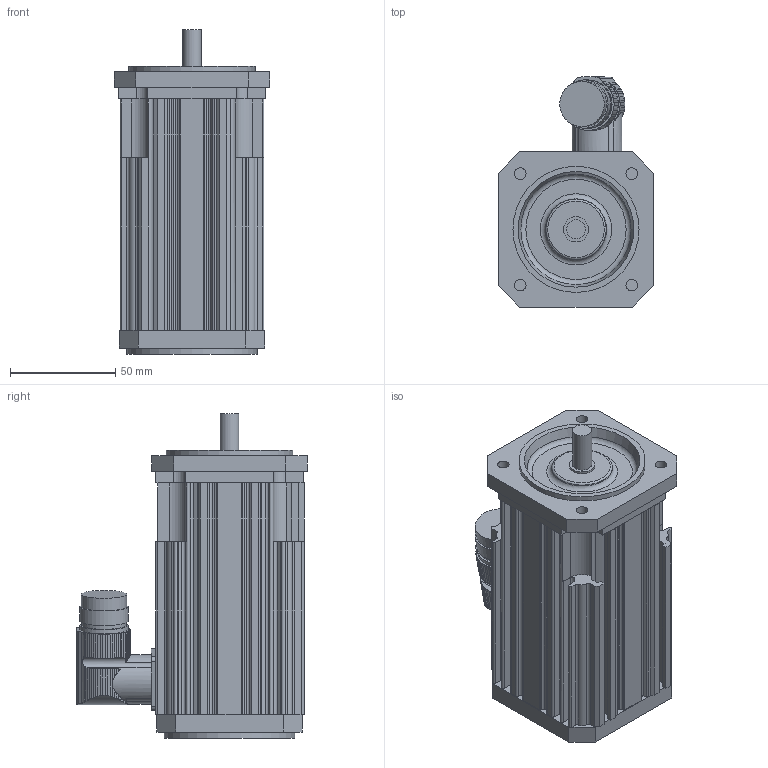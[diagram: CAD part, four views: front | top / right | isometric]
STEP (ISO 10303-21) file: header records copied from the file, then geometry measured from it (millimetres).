
FILE_DESCRIPTION(/* description */ (''),/* implementation_level */ '2;1');
FILE_NAME(/* name */ 'KSA244',/* time_stamp */ '2009-02-26T12:41:31+01:00',/* author */ (''),/* organization */ (''),/* preprocessor_version */ 'ST-DEVELOPER v8',/* originating_system */ 'UNIGRAPHICS SOLUTIONS - UNIGRAPHICS 18.0',/* authorisation */ '');
FILE_SCHEMA (('AUTOMOTIVE_DESIGN { 1 2 10303 214 0 1 1 1 }'));
Length unit declared in the file: millimetre
Products named in the file (4): Lagersch2AS_0; Winkelflanschdose_0; Lagersch2BS_0; KSA244-1_0
Assembly tree (3 placements, depth 2):
  KSA244-1_0
    Lagersch2BS_0
    Winkelflanschdose_0
    Lagersch2AS_0
Bounding box: 74 x 109.69 x 154.5 mm (x, y, z)
Volume: 274876.9 mm3; surface area: 103397.4 mm2
Topology: 4 solids, 4 shells, 474 faces, 1316 edges, 852 vertices
Faces by surface type: cylinder 257, plane 164, torus 16, bspline 16, sphere 16, cone 5
Full cylindrical faces by diameter (mm): 5.5 x4, 9 x1, 12 x1, 16 x1, 20 x1, 21 x1, 21.5 x1, 23 x2, 60 x2, 61 x2, 62 x1
Entity records: 16096 total; most frequent: CARTESIAN_POINT 3733, ORIENTED_EDGE 2530, DIRECTION 2476, EDGE_CURVE 1265, AXIS2_PLACEMENT_3D 933, VERTEX_POINT 842, LINE 610, VECTOR 610
